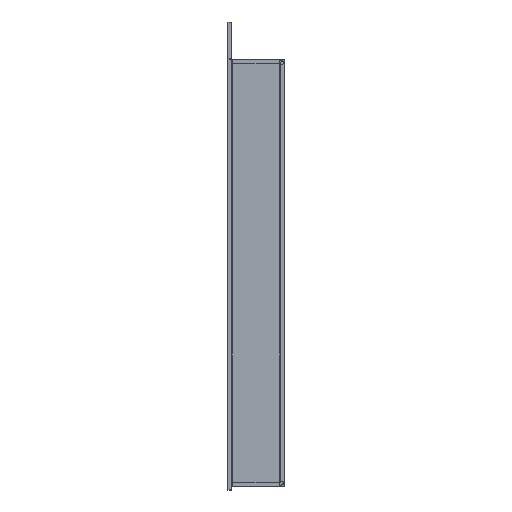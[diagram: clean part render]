
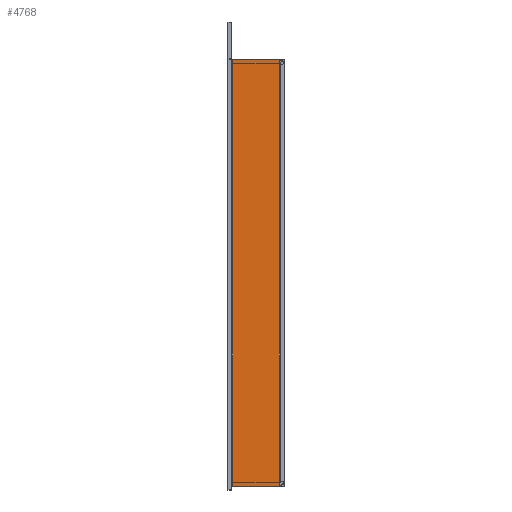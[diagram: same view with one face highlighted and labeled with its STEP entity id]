
A CAD part, front view. The second image highlights one B-rep face of the part: STEP entity #4768.
In plain terms, the highlighted planar face has unit normal (0, -1, 0).
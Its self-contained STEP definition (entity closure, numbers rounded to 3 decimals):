
#393 = CARTESIAN_POINT ( 'NONE',  ( -1.452, -2., -4.985 ) ) ;
#483 = VERTEX_POINT ( 'NONE', #9959 ) ;
#719 = VERTEX_POINT ( 'NONE', #7014 ) ;
#1784 = EDGE_CURVE ( 'NONE', #2404, #719, #1941, .T. ) ;
#1941 = LINE ( 'NONE', #393, #9128 ) ;
#2296 = LINE ( 'NONE', #6432, #4733 ) ;
#2404 = VERTEX_POINT ( 'NONE', #10067 ) ;
#2978 = EDGE_CURVE ( 'NONE', #3449, #2404, #6902, .T. ) ;
#3449 = VERTEX_POINT ( 'NONE', #3473 ) ;
#3473 = CARTESIAN_POINT ( 'NONE',  ( -1.452, -2., 109.08 ) ) ;
#3673 = EDGE_LOOP ( 'NONE', ( #10040, #8629, #5326, #8274 ) ) ;
#3971 = DIRECTION ( 'NONE',  ( -1., 0., 0. ) ) ;
#4421 = DIRECTION ( 'NONE',  ( 0., 0., -1. ) ) ;
#4482 = CARTESIAN_POINT ( 'NONE',  ( -13.852, -2., -4.985 ) ) ;
#4733 = VECTOR ( 'NONE', #3971, 1000. ) ;
#4742 = FACE_OUTER_BOUND ( 'NONE', #3673, .T. ) ;
#4768 = ADVANCED_FACE ( 'NONE', ( #4742 ), #9722, .F. ) ;
#4805 = CARTESIAN_POINT ( 'NONE',  ( 0., -2., 0. ) ) ;
#5326 = ORIENTED_EDGE ( 'NONE', *, *, #2978, .F. ) ;
#5531 = EDGE_CURVE ( 'NONE', #3449, #483, #2296, .T. ) ;
#5760 = VECTOR ( 'NONE', #4421, 1000. ) ;
#6103 = DIRECTION ( 'NONE',  ( -1., 0., 0. ) ) ;
#6432 = CARTESIAN_POINT ( 'NONE',  ( -1.452, -2., 109.08 ) ) ;
#6902 = LINE ( 'NONE', #7737, #5760 ) ;
#6970 = EDGE_CURVE ( 'NONE', #719, #483, #10137, .T. ) ;
#7014 = CARTESIAN_POINT ( 'NONE',  ( -13.852, -2., -4.985 ) ) ;
#7188 = DIRECTION ( 'NONE',  ( 0., 1., 0. ) ) ;
#7737 = CARTESIAN_POINT ( 'NONE',  ( -1.452, -2., -4.985 ) ) ;
#8274 = ORIENTED_EDGE ( 'NONE', *, *, #5531, .T. ) ;
#8629 = ORIENTED_EDGE ( 'NONE', *, *, #1784, .F. ) ;
#9128 = VECTOR ( 'NONE', #6103, 1000. ) ;
#9722 = PLANE ( 'NONE',  #9816 ) ;
#9774 = VECTOR ( 'NONE', #10216, 1000. ) ;
#9816 = AXIS2_PLACEMENT_3D ( 'NONE', #4805, #7188, #10525 ) ;
#9959 = CARTESIAN_POINT ( 'NONE',  ( -13.852, -2., 109.08 ) ) ;
#10040 = ORIENTED_EDGE ( 'NONE', *, *, #6970, .F. ) ;
#10067 = CARTESIAN_POINT ( 'NONE',  ( -1.452, -2., -4.985 ) ) ;
#10137 = LINE ( 'NONE', #4482, #9774 ) ;
#10216 = DIRECTION ( 'NONE',  ( 0., 0., 1. ) ) ;
#10525 = DIRECTION ( 'NONE',  ( -1., 0., 0. ) ) ;
